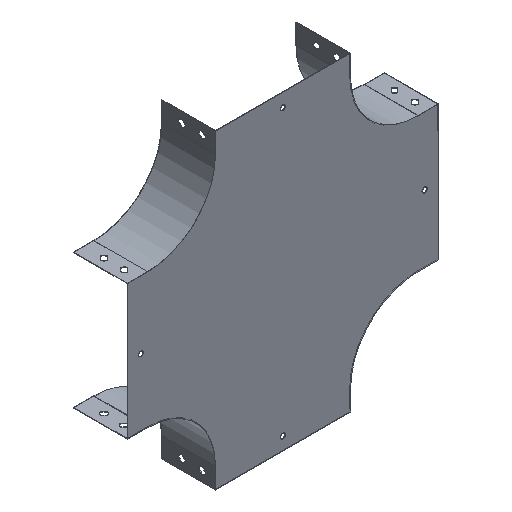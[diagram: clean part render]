
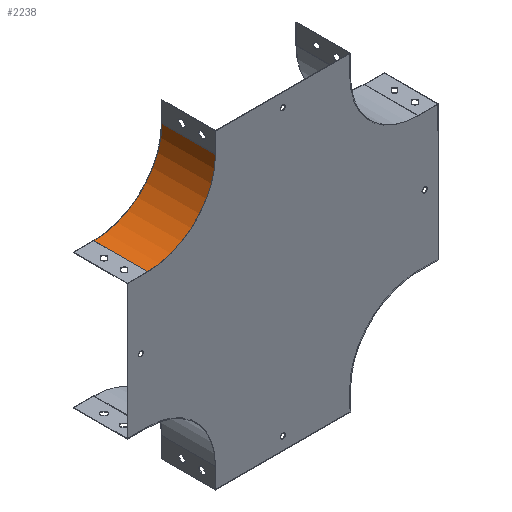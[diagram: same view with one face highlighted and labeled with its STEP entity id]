
A CAD part, isometric view. The second image highlights one B-rep face of the part: STEP entity #2238.
In plain terms, the highlighted cylindrical face has radius 100 mm (diameter 200 mm), a partial arc.
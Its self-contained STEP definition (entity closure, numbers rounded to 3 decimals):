
#95 = FACE_OUTER_BOUND ( 'NONE', #2652, .T. ) ;
#106 = CYLINDRICAL_SURFACE ( 'NONE', #3182, 100. ) ;
#373 = EDGE_CURVE ( 'NONE', #2491, #2486, #710, .T. ) ;
#374 = EDGE_CURVE ( 'NONE', #1561, #2491, #709, .T. ) ;
#375 = EDGE_CURVE ( 'NONE', #1561, #2468, #711, .T. ) ;
#412 = DIRECTION ( 'NONE',  ( 0., -1., 0. ) ) ;
#413 = CARTESIAN_POINT ( 'NONE',  ( -200., 80., -30. ) ) ;
#439 = AXIS2_PLACEMENT_3D ( 'NONE', #413, #2972, #3229 ) ;
#490 = ORIENTED_EDGE ( 'NONE', *, *, #1644, .F. ) ;
#491 = ORIENTED_EDGE ( 'NONE', *, *, #373, .F. ) ;
#492 = ORIENTED_EDGE ( 'NONE', *, *, #374, .F. ) ;
#493 = ORIENTED_EDGE ( 'NONE', *, *, #375, .T. ) ;
#709 = CIRCLE ( 'NONE', #439, 100. ) ;
#710 = LINE ( 'NONE', #1044, #714 ) ;
#711 = LINE ( 'NONE', #1639, #716 ) ;
#714 = VECTOR ( 'NONE', #412, 1000. ) ;
#716 = VECTOR ( 'NONE', #1636, 1000. ) ;
#846 = CIRCLE ( 'NONE', #2165, 100. ) ;
#1044 = CARTESIAN_POINT ( 'NONE',  ( -100., 0.8, -30. ) ) ;
#1116 = CARTESIAN_POINT ( 'NONE',  ( -200., 80., -130. ) ) ;
#1445 = CARTESIAN_POINT ( 'NONE',  ( -200., 0., -30. ) ) ;
#1447 = DIRECTION ( 'NONE',  ( 0., 1., 0. ) ) ;
#1449 = DIRECTION ( 'NONE',  ( 0., 0., 1. ) ) ;
#1561 = VERTEX_POINT ( 'NONE', #1116 ) ;
#1636 = DIRECTION ( 'NONE',  ( 0., -1., 0. ) ) ;
#1639 = CARTESIAN_POINT ( 'NONE',  ( -200., 0.8, -130. ) ) ;
#1644 = EDGE_CURVE ( 'NONE', #2486, #2468, #846, .T. ) ;
#2165 = AXIS2_PLACEMENT_3D ( 'NONE', #1445, #1447, #1449 ) ;
#2238 = ADVANCED_FACE ( 'NONE', ( #95 ), #106, .F. ) ;
#2468 = VERTEX_POINT ( 'NONE', #3428 ) ;
#2486 = VERTEX_POINT ( 'NONE', #3446 ) ;
#2491 = VERTEX_POINT ( 'NONE', #3451 ) ;
#2652 = EDGE_LOOP ( 'NONE', ( #490, #491, #492, #493 ) ) ;
#2911 = DIRECTION ( 'NONE',  ( 0., 0., -1. ) ) ;
#2913 = DIRECTION ( 'NONE',  ( 0., -1., 0. ) ) ;
#2914 = CARTESIAN_POINT ( 'NONE',  ( -200., 0.8, -30. ) ) ;
#2972 = DIRECTION ( 'NONE',  ( 0., -1., 0. ) ) ;
#3182 = AXIS2_PLACEMENT_3D ( 'NONE', #2914, #2913, #2911 ) ;
#3229 = DIRECTION ( 'NONE',  ( -1., 0., 0. ) ) ;
#3428 = CARTESIAN_POINT ( 'NONE',  ( -200., 0., -130. ) ) ;
#3446 = CARTESIAN_POINT ( 'NONE',  ( -100., 0., -30. ) ) ;
#3451 = CARTESIAN_POINT ( 'NONE',  ( -100., 80., -30. ) ) ;
